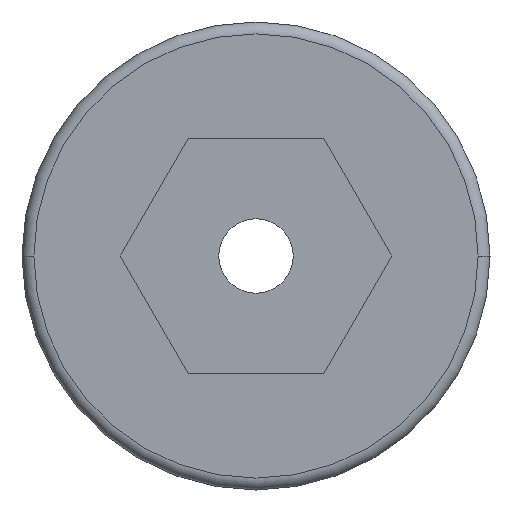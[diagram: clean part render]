
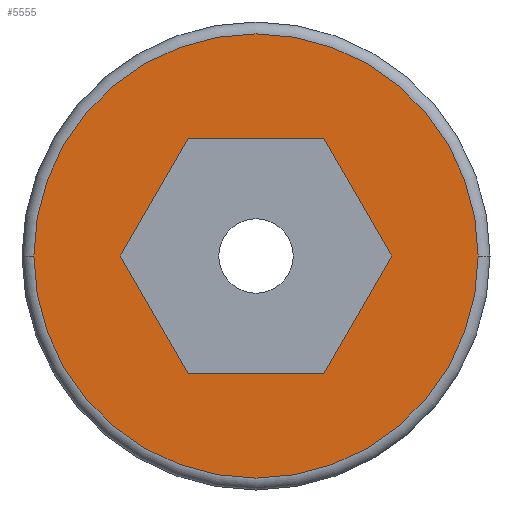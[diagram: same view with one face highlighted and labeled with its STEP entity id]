
A CAD part, left-side view. The second image highlights one B-rep face of the part: STEP entity #5555.
In plain terms, the highlighted planar face has unit normal (-1, 0, 0).
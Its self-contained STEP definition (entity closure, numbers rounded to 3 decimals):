
#2232=DIRECTION('',(0.,-0.5,0.866));
#2233=VECTOR('',#2232,2.898);
#2234=CARTESIAN_POINT('',(-5.85,2.898,0.));
#2235=LINE('',#2234,#2233);
#2236=DIRECTION('',(0.,0.5,0.866));
#2237=VECTOR('',#2236,2.898);
#2238=CARTESIAN_POINT('',(-5.85,1.449,-2.51));
#2239=LINE('',#2238,#2237);
#2240=DIRECTION('',(0.,1.,0.));
#2241=VECTOR('',#2240,2.898);
#2242=CARTESIAN_POINT('',(-5.85,-1.449,-2.51));
#2243=LINE('',#2242,#2241);
#2244=DIRECTION('',(0.,0.5,-0.866));
#2245=VECTOR('',#2244,2.898);
#2246=CARTESIAN_POINT('',(-5.85,-2.898,0.));
#2247=LINE('',#2246,#2245);
#2248=DIRECTION('',(0.,-0.5,-0.866));
#2249=VECTOR('',#2248,2.898);
#2250=CARTESIAN_POINT('',(-5.85,-1.449,2.51));
#2251=LINE('',#2250,#2249);
#2252=DIRECTION('',(0.,-1.,0.));
#2253=VECTOR('',#2252,2.898);
#2254=CARTESIAN_POINT('',(-5.85,1.449,2.51));
#2255=LINE('',#2254,#2253);
#2256=CARTESIAN_POINT('',(-5.85,0.,0.));
#2257=DIRECTION('',(-1.,0.,0.));
#2258=DIRECTION('',(0.,1.,0.));
#2259=AXIS2_PLACEMENT_3D('',#2256,#2257,#2258);
#2261=CARTESIAN_POINT('',(-5.85,0.,0.));
#2262=DIRECTION('',(-1.,0.,0.));
#2263=DIRECTION('',(0.,-1.,0.));
#2264=AXIS2_PLACEMENT_3D('',#2261,#2262,#2263);
#2451=CARTESIAN_POINT('',(-5.85,2.898,0.));
#2452=CARTESIAN_POINT('',(-5.85,1.449,2.51));
#2453=VERTEX_POINT('',#2451);
#2454=VERTEX_POINT('',#2452);
#2455=CARTESIAN_POINT('',(-5.85,-1.449,2.51));
#2456=VERTEX_POINT('',#2455);
#2457=CARTESIAN_POINT('',(-5.85,-2.898,0.));
#2458=VERTEX_POINT('',#2457);
#2459=CARTESIAN_POINT('',(-5.85,-1.449,-2.51));
#2460=VERTEX_POINT('',#2459);
#2461=CARTESIAN_POINT('',(-5.85,1.449,-2.51));
#2462=VERTEX_POINT('',#2461);
#2463=CARTESIAN_POINT('',(-5.85,4.746,0.));
#2464=CARTESIAN_POINT('',(-5.85,-4.746,0.));
#2465=VERTEX_POINT('',#2463);
#2466=VERTEX_POINT('',#2464);
#5531=CARTESIAN_POINT('',(-5.85,0.,0.));
#5532=DIRECTION('',(1.,0.,0.));
#5533=DIRECTION('',(0.,-1.,0.));
#5534=AXIS2_PLACEMENT_3D('',#5531,#5532,#5533);
#5535=PLANE('',#5534);
#5537=ORIENTED_EDGE('',*,*,#5536,.F.);
#5538=ORIENTED_EDGE('',*,*,#5521,.F.);
#5539=EDGE_LOOP('',(#5537,#5538));
#5540=FACE_OUTER_BOUND('',#5539,.F.);
#5542=ORIENTED_EDGE('',*,*,#5541,.F.);
#5544=ORIENTED_EDGE('',*,*,#5543,.F.);
#5546=ORIENTED_EDGE('',*,*,#5545,.F.);
#5548=ORIENTED_EDGE('',*,*,#5547,.F.);
#5550=ORIENTED_EDGE('',*,*,#5549,.F.);
#5552=ORIENTED_EDGE('',*,*,#5551,.F.);
#5553=EDGE_LOOP('',(#5542,#5544,#5546,#5548,#5550,#5552));
#5554=FACE_BOUND('',#5553,.F.);
#2260=CIRCLE('',#2259,4.746);
#2265=CIRCLE('',#2264,4.746);
#5521=EDGE_CURVE('',#2466,#2465,#2265,.T.);
#5536=EDGE_CURVE('',#2465,#2466,#2260,.T.);
#5541=EDGE_CURVE('',#2453,#2454,#2235,.T.);
#5543=EDGE_CURVE('',#2462,#2453,#2239,.T.);
#5545=EDGE_CURVE('',#2460,#2462,#2243,.T.);
#5547=EDGE_CURVE('',#2458,#2460,#2247,.T.);
#5549=EDGE_CURVE('',#2456,#2458,#2251,.T.);
#5551=EDGE_CURVE('',#2454,#2456,#2255,.T.);
#5555=ADVANCED_FACE('',(#5540,#5554),#5535,.F.);
